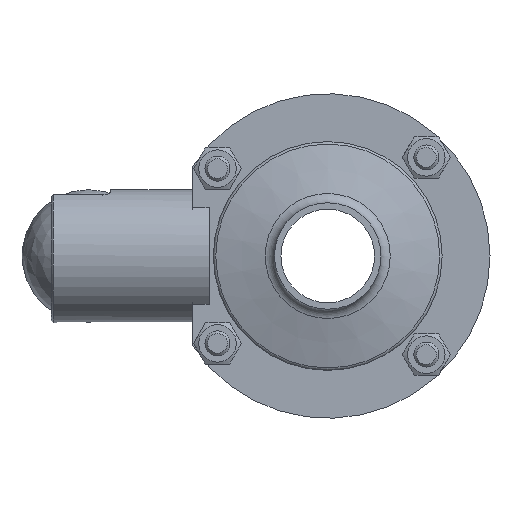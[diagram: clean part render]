
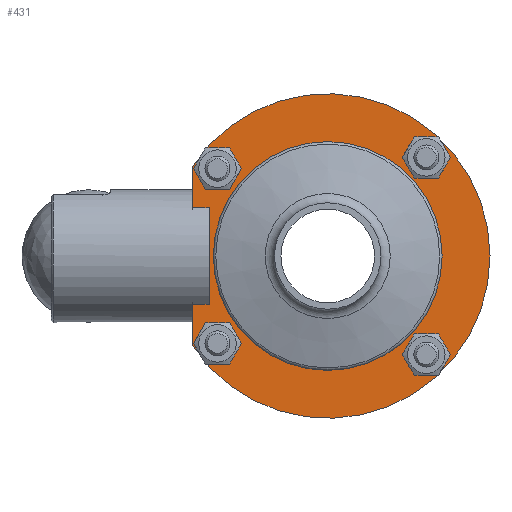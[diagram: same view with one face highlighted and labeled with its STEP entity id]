
A CAD part, left-side view. The second image highlights one B-rep face of the part: STEP entity #431.
In plain terms, the highlighted planar face has unit normal (-1, 0, 0).
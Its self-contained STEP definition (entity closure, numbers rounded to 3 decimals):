
#431 = ADVANCED_FACE( '', ( #831, #832, #833, #834, #835, #836 ), #837, .F. );
#831 = FACE_OUTER_BOUND( '', #1260, .T. );
#832 = FACE_BOUND( '', #1261, .T. );
#833 = FACE_BOUND( '', #1262, .T. );
#834 = FACE_BOUND( '', #1263, .T. );
#835 = FACE_BOUND( '', #1264, .T. );
#836 = FACE_BOUND( '', #1265, .T. );
#837 = PLANE( '', #1266 );
#1260 = EDGE_LOOP( '', ( #2326, #2327 ) );
#1261 = EDGE_LOOP( '', ( #2328 ) );
#1262 = EDGE_LOOP( '', ( #2329 ) );
#1263 = EDGE_LOOP( '', ( #2330 ) );
#1264 = EDGE_LOOP( '', ( #2331 ) );
#1265 = EDGE_LOOP( '', ( #2332 ) );
#1266 = AXIS2_PLACEMENT_3D( '', #2333, #2334, #2335 );
#2326 = ORIENTED_EDGE( '', *, *, #2704, .F. );
#2327 = ORIENTED_EDGE( '', *, *, #2705, .F. );
#2328 = ORIENTED_EDGE( '', *, *, #2706, .F. );
#2329 = ORIENTED_EDGE( '', *, *, #2707, .T. );
#2330 = ORIENTED_EDGE( '', *, *, #2708, .T. );
#2331 = ORIENTED_EDGE( '', *, *, #2709, .T. );
#2332 = ORIENTED_EDGE( '', *, *, #2703, .T. );
#2333 = CARTESIAN_POINT( '', ( -11., 0., 0. ) );
#2334 = DIRECTION( '', ( 1., 0., 0. ) );
#2335 = DIRECTION( '', ( 0., 0., -1. ) );
#2703 = EDGE_CURVE( '', #3225, #3225, #3226, .T. );
#2704 = EDGE_CURVE( '', #3227, #3228, #3229, .T. );
#2705 = EDGE_CURVE( '', #3228, #3227, #3230, .T. );
#2706 = EDGE_CURVE( '', #3231, #3231, #3232, .F. );
#2707 = EDGE_CURVE( '', #3233, #3233, #3234, .T. );
#2708 = EDGE_CURVE( '', #3235, #3235, #3236, .T. );
#2709 = EDGE_CURVE( '', #3237, #3237, #3238, .T. );
#3225 = VERTEX_POINT( '', #4464 );
#3226 = CIRCLE( '', #4465, 3.5 );
#3227 = VERTEX_POINT( '', #4466 );
#3228 = VERTEX_POINT( '', #4467 );
#3229 = CIRCLE( '', #4468, 39. );
#3230 = LINE( '', #4469, #4470 );
#3231 = VERTEX_POINT( '', #4471 );
#3232 = CIRCLE( '', #4472, 27.5 );
#3233 = VERTEX_POINT( '', #4473 );
#3234 = CIRCLE( '', #4474, 3.5 );
#3235 = VERTEX_POINT( '', #4475 );
#3236 = CIRCLE( '', #4476, 3.5 );
#3237 = VERTEX_POINT( '', #4477 );
#3238 = CIRCLE( '', #4478, 3.5 );
#4464 = CARTESIAN_POINT( '', ( -11., 26.5, 17.5 ) );
#4465 = AXIS2_PLACEMENT_3D( '', #4904, #4905, #4906 );
#4466 = CARTESIAN_POINT( '', ( -11., 32.5, 21.558 ) );
#4467 = CARTESIAN_POINT( '', ( -11., 32.5, -21.558 ) );
#4468 = AXIS2_PLACEMENT_3D( '', #4907, #4908, #4909 );
#4469 = CARTESIAN_POINT( '', ( -11., 32.5, 0. ) );
#4470 = VECTOR( '', #4910, 1000. );
#4471 = CARTESIAN_POINT( '', ( -11., 0., -27.5 ) );
#4472 = AXIS2_PLACEMENT_3D( '', #4911, #4912, #4913 );
#4473 = CARTESIAN_POINT( '', ( -11., -23.7, -27.2 ) );
#4474 = AXIS2_PLACEMENT_3D( '', #4914, #4915, #4916 );
#4475 = CARTESIAN_POINT( '', ( -11., -23.7, 20.2 ) );
#4476 = AXIS2_PLACEMENT_3D( '', #4917, #4918, #4919 );
#4477 = CARTESIAN_POINT( '', ( -11., 26.5, -24.5 ) );
#4478 = AXIS2_PLACEMENT_3D( '', #4920, #4921, #4922 );
#4904 = CARTESIAN_POINT( '', ( -11., 26.5, 21. ) );
#4905 = DIRECTION( '', ( 1., 0., 0. ) );
#4906 = DIRECTION( '', ( 0., 0., -1. ) );
#4907 = CARTESIAN_POINT( '', ( -11., 0., 0. ) );
#4908 = DIRECTION( '', ( 1., 0., 0. ) );
#4909 = DIRECTION( '', ( 0., 0., -1. ) );
#4910 = DIRECTION( '', ( 0., 0., 1. ) );
#4911 = CARTESIAN_POINT( '', ( -11., 0., 0. ) );
#4912 = DIRECTION( '', ( 1., 0., 0. ) );
#4913 = DIRECTION( '', ( 0., 0., -1. ) );
#4914 = CARTESIAN_POINT( '', ( -11., -23.7, -23.7 ) );
#4915 = DIRECTION( '', ( 1., 0., 0. ) );
#4916 = DIRECTION( '', ( 0., 0., -1. ) );
#4917 = CARTESIAN_POINT( '', ( -11., -23.7, 23.7 ) );
#4918 = DIRECTION( '', ( 1., 0., 0. ) );
#4919 = DIRECTION( '', ( 0., 0., -1. ) );
#4920 = CARTESIAN_POINT( '', ( -11., 26.5, -21. ) );
#4921 = DIRECTION( '', ( 1., 0., 0. ) );
#4922 = DIRECTION( '', ( 0., 0., -1. ) );
